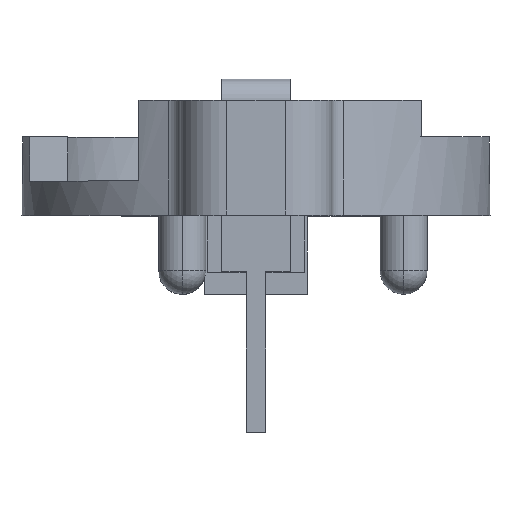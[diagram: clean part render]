
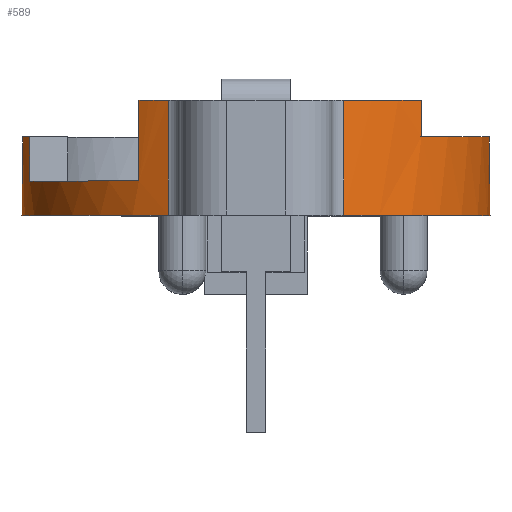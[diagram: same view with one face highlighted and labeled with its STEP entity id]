
A CAD part, top view. The second image highlights one B-rep face of the part: STEP entity #589.
In plain terms, the highlighted cylindrical face has radius 7.555 mm (diameter 15.11 mm), a partial arc.
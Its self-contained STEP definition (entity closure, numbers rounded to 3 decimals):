
#6 = EDGE_CURVE ( 'NONE', #1713, #1187, #1340, .T. ) ;
#37 = CARTESIAN_POINT ( 'NONE',  ( -7.298, 1.11, 1.955 ) ) ;
#182 = ORIENTED_EDGE ( 'NONE', *, *, #1599, .T. ) ;
#213 = CIRCLE ( 'NONE', #1255, 7.555 ) ;
#215 = DIRECTION ( 'NONE',  ( 0., -1., 0. ) ) ;
#216 = ORIENTED_EDGE ( 'NONE', *, *, #930, .F. ) ;
#248 = VERTEX_POINT ( 'NONE', #1545 ) ;
#251 = DIRECTION ( 'NONE',  ( 0., 1., 0. ) ) ;
#267 = DIRECTION ( 'NONE',  ( 0., 0., 1. ) ) ;
#272 = ORIENTED_EDGE ( 'NONE', *, *, #6, .F. ) ;
#273 = CARTESIAN_POINT ( 'NONE',  ( 0., 1.11, 0. ) ) ;
#278 = VERTEX_POINT ( 'NONE', #494 ) ;
#351 = CARTESIAN_POINT ( 'NONE',  ( -2.826, 3.71, 7.007 ) ) ;
#360 = CIRCLE ( 'NONE', #2315, 7.555 ) ;
#386 = CIRCLE ( 'NONE', #489, 7.555 ) ;
#388 = DIRECTION ( 'NONE',  ( 0., 1., 0. ) ) ;
#422 = DIRECTION ( 'NONE',  ( 0., 0., 1. ) ) ;
#446 = EDGE_CURVE ( 'NONE', #472, #1187, #1807, .T. ) ;
#448 = CIRCLE ( 'NONE', #1525, 7.555 ) ;
#472 = VERTEX_POINT ( 'NONE', #351 ) ;
#474 = LINE ( 'NONE', #1899, #952 ) ;
#489 = AXIS2_PLACEMENT_3D ( 'NONE', #767, #1144, #1794 ) ;
#494 = CARTESIAN_POINT ( 'NONE',  ( -7.298, 2.54, 1.955 ) ) ;
#502 = DIRECTION ( 'NONE',  ( 0., -1., 0. ) ) ;
#519 = CARTESIAN_POINT ( 'NONE',  ( 5.342, -19.866, 5.342 ) ) ;
#589 = ADVANCED_FACE ( 'NONE', ( #1338 ), #711, .T. ) ;
#648 = EDGE_CURVE ( 'NONE', #1713, #1184, #360, .T. ) ;
#702 = VERTEX_POINT ( 'NONE', #1769 ) ;
#710 = DIRECTION ( 'NONE',  ( 0., 0., 1. ) ) ;
#711 = CYLINDRICAL_SURFACE ( 'NONE', #1000, 7.555 ) ;
#767 = CARTESIAN_POINT ( 'NONE',  ( 0., 3.71, 0. ) ) ;
#796 = EDGE_CURVE ( 'NONE', #702, #248, #2401, .T. ) ;
#825 = ORIENTED_EDGE ( 'NONE', *, *, #1787, .T. ) ;
#852 = ORIENTED_EDGE ( 'NONE', *, *, #648, .T. ) ;
#930 = EDGE_CURVE ( 'NONE', #1781, #1243, #1264, .T. ) ;
#952 = VECTOR ( 'NONE', #2509, 1000. ) ;
#964 = DIRECTION ( 'NONE',  ( 0., 0., 1. ) ) ;
#1000 = AXIS2_PLACEMENT_3D ( 'NONE', #1883, #1224, #2687 ) ;
#1027 = CARTESIAN_POINT ( 'NONE',  ( -3.778, -8.691, 6.543 ) ) ;
#1082 = ORIENTED_EDGE ( 'NONE', *, *, #796, .T. ) ;
#1106 = VECTOR ( 'NONE', #2503, 1000. ) ;
#1131 = VECTOR ( 'NONE', #388, 1000. ) ;
#1144 = DIRECTION ( 'NONE',  ( 0., -1., 0. ) ) ;
#1184 = VERTEX_POINT ( 'NONE', #37 ) ;
#1187 = VERTEX_POINT ( 'NONE', #1914 ) ;
#1224 = DIRECTION ( 'NONE',  ( 0., 1., 0. ) ) ;
#1243 = VERTEX_POINT ( 'NONE', #2180 ) ;
#1255 = AXIS2_PLACEMENT_3D ( 'NONE', #1522, #251, #267 ) ;
#1264 = LINE ( 'NONE', #2023, #1131 ) ;
#1311 = EDGE_LOOP ( 'NONE', ( #182, #825, #1082, #2245, #216, #1322, #2197, #1780, #272, #852 ) ) ;
#1320 = AXIS2_PLACEMENT_3D ( 'NONE', #1591, #2228, #964 ) ;
#1322 = ORIENTED_EDGE ( 'NONE', *, *, #2288, .T. ) ;
#1338 = FACE_OUTER_BOUND ( 'NONE', #1311, .T. ) ;
#1340 = LINE ( 'NONE', #1027, #1106 ) ;
#1419 = CARTESIAN_POINT ( 'NONE',  ( -7.298, -8.691, 1.955 ) ) ;
#1434 = VECTOR ( 'NONE', #2048, 1000. ) ;
#1499 = EDGE_CURVE ( 'NONE', #248, #1243, #386, .T. ) ;
#1522 = CARTESIAN_POINT ( 'NONE',  ( 0., 0., 0. ) ) ;
#1525 = AXIS2_PLACEMENT_3D ( 'NONE', #2321, #215, #422 ) ;
#1545 = CARTESIAN_POINT ( 'NONE',  ( 5.342, 3.71, 5.342 ) ) ;
#1591 = CARTESIAN_POINT ( 'NONE',  ( 0., 3.71, 0. ) ) ;
#1599 = EDGE_CURVE ( 'NONE', #1184, #278, #2119, .T. ) ;
#1695 = VECTOR ( 'NONE', #1814, 1000. ) ;
#1713 = VERTEX_POINT ( 'NONE', #2302 ) ;
#1769 = CARTESIAN_POINT ( 'NONE',  ( 5.342, 2.54, 5.342 ) ) ;
#1780 = ORIENTED_EDGE ( 'NONE', *, *, #446, .T. ) ;
#1781 = VERTEX_POINT ( 'NONE', #2517 ) ;
#1787 = EDGE_CURVE ( 'NONE', #278, #702, #448, .T. ) ;
#1794 = DIRECTION ( 'NONE',  ( 0., 0., 1. ) ) ;
#1807 = CIRCLE ( 'NONE', #1320, 7.555 ) ;
#1814 = DIRECTION ( 'NONE',  ( 0., 1., 0. ) ) ;
#1883 = CARTESIAN_POINT ( 'NONE',  ( 0., -20.614, 0. ) ) ;
#1899 = CARTESIAN_POINT ( 'NONE',  ( -2.826, -20.614, 7.007 ) ) ;
#1914 = CARTESIAN_POINT ( 'NONE',  ( -3.778, 3.71, 6.543 ) ) ;
#2023 = CARTESIAN_POINT ( 'NONE',  ( 2.826, -20.614, 7.007 ) ) ;
#2048 = DIRECTION ( 'NONE',  ( 0., 1., 0. ) ) ;
#2119 = LINE ( 'NONE', #1419, #1434 ) ;
#2123 = CARTESIAN_POINT ( 'NONE',  ( -2.826, 0., 7.007 ) ) ;
#2180 = CARTESIAN_POINT ( 'NONE',  ( 2.826, 3.71, 7.007 ) ) ;
#2197 = ORIENTED_EDGE ( 'NONE', *, *, #2198, .T. ) ;
#2198 = EDGE_CURVE ( 'NONE', #2514, #472, #474, .T. ) ;
#2228 = DIRECTION ( 'NONE',  ( 0., -1., 0. ) ) ;
#2245 = ORIENTED_EDGE ( 'NONE', *, *, #1499, .T. ) ;
#2288 = EDGE_CURVE ( 'NONE', #1781, #2514, #213, .T. ) ;
#2302 = CARTESIAN_POINT ( 'NONE',  ( -3.778, 1.11, 6.543 ) ) ;
#2315 = AXIS2_PLACEMENT_3D ( 'NONE', #273, #502, #710 ) ;
#2321 = CARTESIAN_POINT ( 'NONE',  ( 0., 2.54, 0. ) ) ;
#2401 = LINE ( 'NONE', #519, #1695 ) ;
#2503 = DIRECTION ( 'NONE',  ( 0., 1., 0. ) ) ;
#2509 = DIRECTION ( 'NONE',  ( 0., 1., 0. ) ) ;
#2514 = VERTEX_POINT ( 'NONE', #2123 ) ;
#2517 = CARTESIAN_POINT ( 'NONE',  ( 2.826, 0., 7.007 ) ) ;
#2687 = DIRECTION ( 'NONE',  ( 0., 0., 1. ) ) ;
